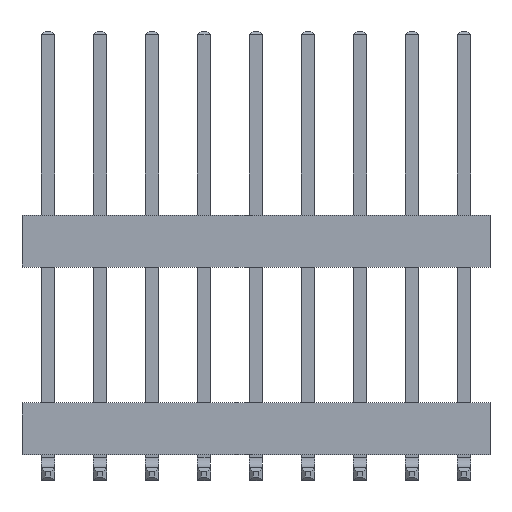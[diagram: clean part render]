
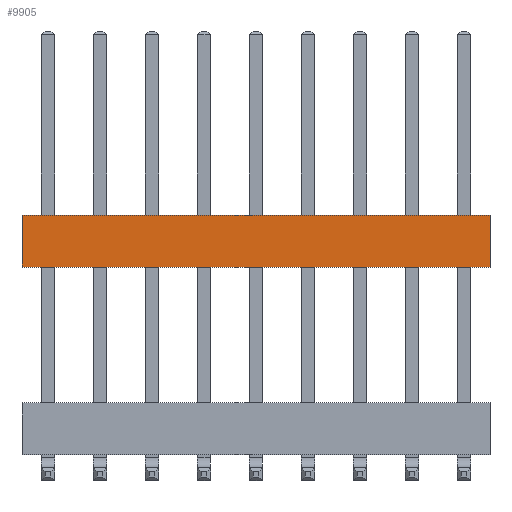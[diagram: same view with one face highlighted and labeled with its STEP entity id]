
A CAD part, top view. The second image highlights one B-rep face of the part: STEP entity #9905.
In plain terms, the highlighted planar face has unit normal (0, 0, 1).
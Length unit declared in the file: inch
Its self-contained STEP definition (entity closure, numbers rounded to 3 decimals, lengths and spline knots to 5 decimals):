
#157=ORIENTED_EDGE('',*,*,#3003,.F.);
#158=ORIENTED_EDGE('',*,*,#3011,.F.);
#159=ORIENTED_EDGE('',*,*,#3012,.T.);
#160=ORIENTED_EDGE('',*,*,#3013,.T.);
#3003=EDGE_CURVE('',#4431,#4432,#5335,.T.);
#3011=EDGE_CURVE('',#4438,#4431,#5343,.T.);
#3012=EDGE_CURVE('',#4438,#4439,#5344,.T.);
#3013=EDGE_CURVE('',#4439,#4432,#5345,.T.);
#4431=VERTEX_POINT('',#13778);
#4432=VERTEX_POINT('',#13780);
#4438=VERTEX_POINT('',#13794);
#4439=VERTEX_POINT('',#13798);
#5335=LINE('',#13779,#6691);
#5343=LINE('',#13795,#6699);
#5344=LINE('',#13797,#6700);
#5345=LINE('',#13799,#6701);
#6691=VECTOR('',#11146,39.37008);
#6699=VECTOR('',#11156,39.37008);
#6700=VECTOR('',#11159,39.37008);
#6701=VECTOR('',#11160,39.37008);
#8047=EDGE_LOOP('',(#157,#158,#159,#160));
#8713=FACE_BOUND('',#8047,.T.);
#9379=PLANE('',#10505);
#9905=ADVANCED_FACE('',(#8713),#9379,.T.);
#10505=AXIS2_PLACEMENT_3D('',#13796,#11157,#11158);
#11146=DIRECTION('',(1.,0.,0.));
#11156=DIRECTION('',(0.,1.,0.));
#11157=DIRECTION('',(0.,0.,1.));
#11158=DIRECTION('',(1.,0.,0.));
#11159=DIRECTION('',(1.,0.,0.));
#11160=DIRECTION('',(0.,1.,0.));
#13778=CARTESIAN_POINT('',(-0.45,0.461,0.1));
#13779=CARTESIAN_POINT('',(-0.45,0.461,0.1));
#13780=CARTESIAN_POINT('',(0.45,0.461,0.1));
#13794=CARTESIAN_POINT('',(-0.45,0.361,0.1));
#13795=CARTESIAN_POINT('',(-0.45,0.361,0.1));
#13796=CARTESIAN_POINT('',(-0.45,0.361,0.1));
#13797=CARTESIAN_POINT('',(-0.45,0.361,0.1));
#13798=CARTESIAN_POINT('',(0.45,0.361,0.1));
#13799=CARTESIAN_POINT('',(0.45,0.361,0.1));
